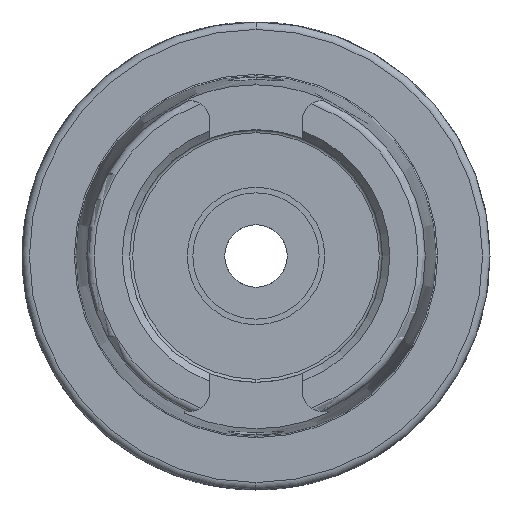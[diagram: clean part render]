
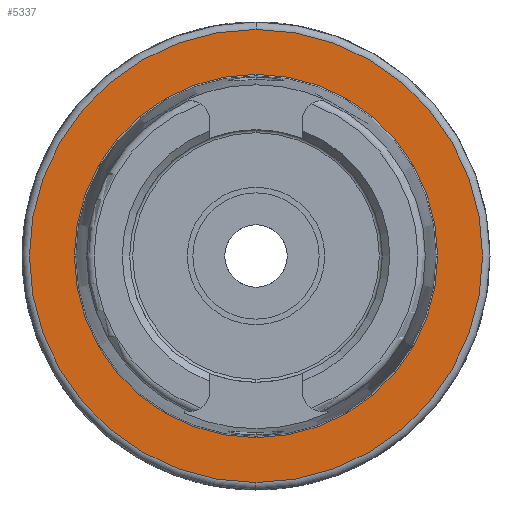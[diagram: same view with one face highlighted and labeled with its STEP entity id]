
A CAD part, left-side view. The second image highlights one B-rep face of the part: STEP entity #5337.
In plain terms, the highlighted planar face has unit normal (-1, 0, 0).
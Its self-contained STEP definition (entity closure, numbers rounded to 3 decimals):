
#47 = CARTESIAN_POINT ( 'NONE',  ( 32., 0., 30.5 ) ) ;
#54 = DIRECTION ( 'NONE',  ( 0., 0., 1. ) ) ;
#596 = FACE_OUTER_BOUND ( 'NONE', #5634, .T. ) ;
#655 = DIRECTION ( 'NONE',  ( -1., 0., 0. ) ) ;
#974 = CIRCLE ( 'NONE', #3443, 30.5 ) ;
#1081 = ORIENTED_EDGE ( 'NONE', *, *, #6354, .F. ) ;
#1324 = DIRECTION ( 'NONE',  ( 1., 0., 0. ) ) ;
#2441 = VERTEX_POINT ( 'NONE', #4036 ) ;
#2826 = CARTESIAN_POINT ( 'NONE',  ( 32., 0., 0. ) ) ;
#3219 = VERTEX_POINT ( 'NONE', #47 ) ;
#3348 = VERTEX_POINT ( 'NONE', #7478 ) ;
#3425 = VERTEX_POINT ( 'NONE', #5737 ) ;
#3443 = AXIS2_PLACEMENT_3D ( 'NONE', #7468, #3842, #54 ) ;
#3461 = DIRECTION ( 'NONE',  ( 0., 0., 1. ) ) ;
#3785 = CARTESIAN_POINT ( 'NONE',  ( 32., 0., 0. ) ) ;
#3842 = DIRECTION ( 'NONE',  ( -1., 0., 0. ) ) ;
#3979 = ORIENTED_EDGE ( 'NONE', *, *, #6364, .T. ) ;
#4036 = CARTESIAN_POINT ( 'NONE',  ( 32., 0., -30.5 ) ) ;
#4090 = ORIENTED_EDGE ( 'NONE', *, *, #6569, .T. ) ;
#4161 = FACE_BOUND ( 'NONE', #4811, .T. ) ;
#4280 = AXIS2_PLACEMENT_3D ( 'NONE', #3785, #8002, #4396 ) ;
#4396 = DIRECTION ( 'NONE',  ( 0., 0., 1. ) ) ;
#4437 = CARTESIAN_POINT ( 'NONE',  ( 32., 0., 0. ) ) ;
#4693 = AXIS2_PLACEMENT_3D ( 'NONE', #2826, #7113, #3461 ) ;
#4811 = EDGE_LOOP ( 'NONE', ( #1081, #6713 ) ) ;
#5030 = DIRECTION ( 'NONE',  ( 0., 0., 1. ) ) ;
#5072 = CIRCLE ( 'NONE', #4280, 24.45 ) ;
#5197 = AXIS2_PLACEMENT_3D ( 'NONE', #4437, #655, #5030 ) ;
#5337 = ADVANCED_FACE ( 'NONE', ( #4161, #596 ), #7465, .F. ) ;
#5634 = EDGE_LOOP ( 'NONE', ( #4090, #3979 ) ) ;
#5658 = DIRECTION ( 'NONE',  ( 0., 0., -1. ) ) ;
#5737 = CARTESIAN_POINT ( 'NONE',  ( 32., 0., -24.45 ) ) ;
#6263 = CARTESIAN_POINT ( 'NONE',  ( 32., 24.45, 0. ) ) ;
#6354 = EDGE_CURVE ( 'NONE', #3348, #3425, #7357, .T. ) ;
#6364 = EDGE_CURVE ( 'NONE', #2441, #3219, #974, .T. ) ;
#6424 = CIRCLE ( 'NONE', #4693, 30.5 ) ;
#6569 = EDGE_CURVE ( 'NONE', #3219, #2441, #6424, .T. ) ;
#6713 = ORIENTED_EDGE ( 'NONE', *, *, #6858, .F. ) ;
#6858 = EDGE_CURVE ( 'NONE', #3425, #3348, #5072, .T. ) ;
#7113 = DIRECTION ( 'NONE',  ( -1., 0., 0. ) ) ;
#7357 = CIRCLE ( 'NONE', #5197, 24.45 ) ;
#7407 = AXIS2_PLACEMENT_3D ( 'NONE', #6263, #1324, #5658 ) ;
#7465 = PLANE ( 'NONE',  #7407 ) ;
#7468 = CARTESIAN_POINT ( 'NONE',  ( 32., 0., 0. ) ) ;
#7478 = CARTESIAN_POINT ( 'NONE',  ( 32., 0., 24.45 ) ) ;
#8002 = DIRECTION ( 'NONE',  ( -1., 0., 0. ) ) ;
